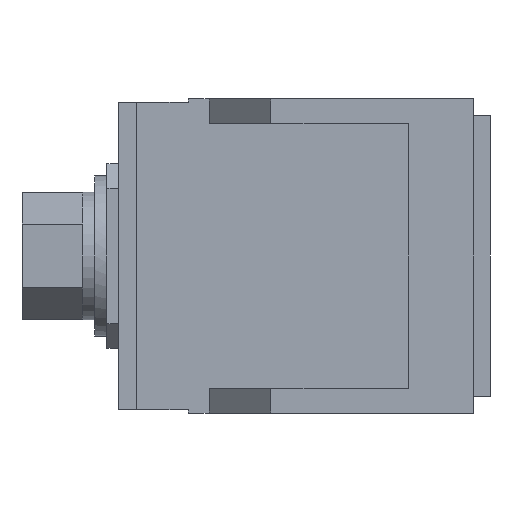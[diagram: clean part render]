
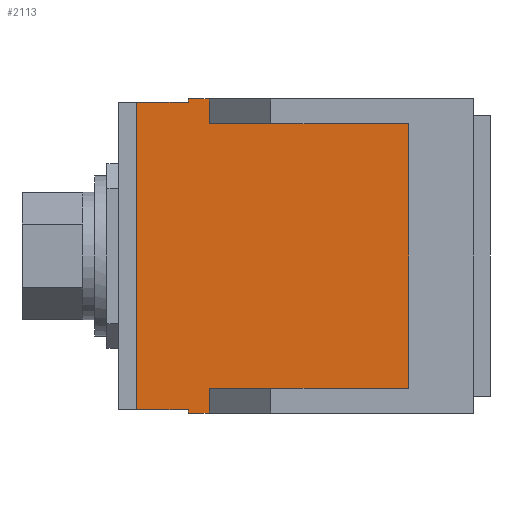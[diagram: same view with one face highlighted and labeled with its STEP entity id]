
A CAD part, left-side view. The second image highlights one B-rep face of the part: STEP entity #2113.
In plain terms, the highlighted planar face has unit normal (-1, 0, 0).
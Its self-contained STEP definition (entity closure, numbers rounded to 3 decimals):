
#157 = CARTESIAN_POINT ( 'NONE',  ( -34., 23.2, -12.75 ) ) ;
#270 = ORIENTED_EDGE ( 'NONE', *, *, #1656, .T. ) ;
#309 = VERTEX_POINT ( 'NONE', #1184 ) ;
#367 = AXIS2_PLACEMENT_3D ( 'NONE', #1380, #1373, #1371 ) ;
#476 = ORIENTED_EDGE ( 'NONE', *, *, #2175, .F. ) ;
#562 = VECTOR ( 'NONE', #1874, 1000. ) ;
#599 = CARTESIAN_POINT ( 'NONE',  ( -34., 5.3, -10.75 ) ) ;
#622 = VERTEX_POINT ( 'NONE', #1155 ) ;
#677 = VERTEX_POINT ( 'NONE', #906 ) ;
#714 = ORIENTED_EDGE ( 'NONE', *, *, #1377, .F. ) ;
#728 = ORIENTED_EDGE ( 'NONE', *, *, #2066, .F. ) ;
#780 = DIRECTION ( 'NONE',  ( 0., -1., 0. ) ) ;
#805 = LINE ( 'NONE', #2590, #822 ) ;
#822 = VECTOR ( 'NONE', #2586, 1000. ) ;
#885 = VECTOR ( 'NONE', #2788, 1000. ) ;
#906 = CARTESIAN_POINT ( 'NONE',  ( -34., 23.2, -12.5 ) ) ;
#934 = ORIENTED_EDGE ( 'NONE', *, *, #1727, .F. ) ;
#963 = CARTESIAN_POINT ( 'NONE',  ( -34., 28.9, 12.5 ) ) ;
#1002 = VERTEX_POINT ( 'NONE', #2748 ) ;
#1035 = LINE ( 'NONE', #963, #1151 ) ;
#1089 = VECTOR ( 'NONE', #1251, 1000. ) ;
#1098 = VERTEX_POINT ( 'NONE', #2415 ) ;
#1136 = LINE ( 'NONE', #1825, #562 ) ;
#1151 = VECTOR ( 'NONE', #780, 1000. ) ;
#1155 = CARTESIAN_POINT ( 'NONE',  ( -34., 27.4, -12.5 ) ) ;
#1157 = LINE ( 'NONE', #1320, #1089 ) ;
#1165 = DIRECTION ( 'NONE',  ( 0., 1., 0. ) ) ;
#1171 = CARTESIAN_POINT ( 'NONE',  ( -34., 5.3, -10.75 ) ) ;
#1178 = VERTEX_POINT ( 'NONE', #2682 ) ;
#1184 = CARTESIAN_POINT ( 'NONE',  ( -34., 23.2, 12.75 ) ) ;
#1191 = LINE ( 'NONE', #1884, #2700 ) ;
#1193 = EDGE_CURVE ( 'NONE', #622, #677, #805, .T. ) ;
#1216 = ORIENTED_EDGE ( 'NONE', *, *, #1193, .T. ) ;
#1251 = DIRECTION ( 'NONE',  ( 0., 0., -1. ) ) ;
#1259 = LINE ( 'NONE', #1171, #2545 ) ;
#1263 = DIRECTION ( 'NONE',  ( 0., 0., -1. ) ) ;
#1320 = CARTESIAN_POINT ( 'NONE',  ( -34., 21.5, 12.75 ) ) ;
#1324 = VECTOR ( 'NONE', #1409, 1000. ) ;
#1326 = CARTESIAN_POINT ( 'NONE',  ( -34., 23.2, 12.75 ) ) ;
#1356 = LINE ( 'NONE', #1442, #1952 ) ;
#1371 = DIRECTION ( 'NONE',  ( 0., 1., 0. ) ) ;
#1373 = DIRECTION ( 'NONE',  ( 1., 0., 0. ) ) ;
#1377 = EDGE_CURVE ( 'NONE', #1178, #1612, #2327, .T. ) ;
#1380 = CARTESIAN_POINT ( 'NONE',  ( -34., 23.2, 12.75 ) ) ;
#1384 = PLANE ( 'NONE',  #367 ) ;
#1409 = DIRECTION ( 'NONE',  ( 0., 0., -1. ) ) ;
#1417 = CARTESIAN_POINT ( 'NONE',  ( -34., 5.3, -10.75 ) ) ;
#1430 = ORIENTED_EDGE ( 'NONE', *, *, #1693, .F. ) ;
#1442 = CARTESIAN_POINT ( 'NONE',  ( -34., 27.4, -12.5 ) ) ;
#1542 = CARTESIAN_POINT ( 'NONE',  ( -34., 23.2, 12.75 ) ) ;
#1546 = DIRECTION ( 'NONE',  ( 0., 1., 0. ) ) ;
#1549 = VERTEX_POINT ( 'NONE', #2364 ) ;
#1612 = VERTEX_POINT ( 'NONE', #2163 ) ;
#1633 = ORIENTED_EDGE ( 'NONE', *, *, #2065, .T. ) ;
#1656 = EDGE_CURVE ( 'NONE', #677, #2790, #1136, .T. ) ;
#1680 = CARTESIAN_POINT ( 'NONE',  ( -34., 23.2, 12.5 ) ) ;
#1693 = EDGE_CURVE ( 'NONE', #1098, #1954, #1157, .T. ) ;
#1727 = EDGE_CURVE ( 'NONE', #1002, #2012, #1035, .T. ) ;
#1749 = DIRECTION ( 'NONE',  ( 0., 0., 1. ) ) ;
#1769 = FACE_OUTER_BOUND ( 'NONE', #2328, .T. ) ;
#1784 = CARTESIAN_POINT ( 'NONE',  ( -34., 21.5, -12.75 ) ) ;
#1825 = CARTESIAN_POINT ( 'NONE',  ( -34., 23.2, 12.75 ) ) ;
#1846 = ORIENTED_EDGE ( 'NONE', *, *, #2149, .T. ) ;
#1874 = DIRECTION ( 'NONE',  ( 0., 0., -1. ) ) ;
#1884 = CARTESIAN_POINT ( 'NONE',  ( -34., 23.2, -12.75 ) ) ;
#1901 = DIRECTION ( 'NONE',  ( 0., -1., 0. ) ) ;
#1904 = EDGE_CURVE ( 'NONE', #2790, #1954, #1191, .T. ) ;
#1952 = VECTOR ( 'NONE', #1749, 1000. ) ;
#1954 = VERTEX_POINT ( 'NONE', #1784 ) ;
#1967 = EDGE_CURVE ( 'NONE', #622, #1002, #1356, .T. ) ;
#1990 = LINE ( 'NONE', #1326, #2498 ) ;
#2012 = VERTEX_POINT ( 'NONE', #1680 ) ;
#2028 = LINE ( 'NONE', #2324, #2240 ) ;
#2058 = ORIENTED_EDGE ( 'NONE', *, *, #1967, .F. ) ;
#2065 = EDGE_CURVE ( 'NONE', #1549, #1612, #2028, .T. ) ;
#2066 = EDGE_CURVE ( 'NONE', #309, #1178, #2152, .T. ) ;
#2110 = EDGE_CURVE ( 'NONE', #1549, #2365, #2142, .T. ) ;
#2113 = ADVANCED_FACE ( 'NONE', ( #1769 ), #1384, .F. ) ;
#2142 = LINE ( 'NONE', #1417, #1324 ) ;
#2149 = EDGE_CURVE ( 'NONE', #309, #2012, #1990, .T. ) ;
#2152 = LINE ( 'NONE', #1542, #885 ) ;
#2163 = CARTESIAN_POINT ( 'NONE',  ( -34., 21.5, 10.75 ) ) ;
#2175 = EDGE_CURVE ( 'NONE', #2365, #1098, #1259, .T. ) ;
#2240 = VECTOR ( 'NONE', #1546, 1000. ) ;
#2313 = ORIENTED_EDGE ( 'NONE', *, *, #1904, .T. ) ;
#2324 = CARTESIAN_POINT ( 'NONE',  ( -34., 5.3, 10.75 ) ) ;
#2327 = LINE ( 'NONE', #2646, #2331 ) ;
#2328 = EDGE_LOOP ( 'NONE', ( #2058, #1216, #270, #2313, #1430, #476, #2560, #1633, #714, #728, #1846, #934 ) ) ;
#2331 = VECTOR ( 'NONE', #2651, 1000. ) ;
#2364 = CARTESIAN_POINT ( 'NONE',  ( -34., 5.3, 10.75 ) ) ;
#2365 = VERTEX_POINT ( 'NONE', #599 ) ;
#2415 = CARTESIAN_POINT ( 'NONE',  ( -34., 21.5, -10.75 ) ) ;
#2498 = VECTOR ( 'NONE', #1263, 1000. ) ;
#2545 = VECTOR ( 'NONE', #1165, 1000. ) ;
#2560 = ORIENTED_EDGE ( 'NONE', *, *, #2110, .F. ) ;
#2586 = DIRECTION ( 'NONE',  ( 0., -1., 0. ) ) ;
#2590 = CARTESIAN_POINT ( 'NONE',  ( -34., 28., -12.5 ) ) ;
#2646 = CARTESIAN_POINT ( 'NONE',  ( -34., 21.5, 12.75 ) ) ;
#2651 = DIRECTION ( 'NONE',  ( 0., 0., -1. ) ) ;
#2682 = CARTESIAN_POINT ( 'NONE',  ( -34., 21.5, 12.75 ) ) ;
#2700 = VECTOR ( 'NONE', #1901, 1000. ) ;
#2748 = CARTESIAN_POINT ( 'NONE',  ( -34., 27.4, 12.5 ) ) ;
#2788 = DIRECTION ( 'NONE',  ( 0., -1., 0. ) ) ;
#2790 = VERTEX_POINT ( 'NONE', #157 ) ;
